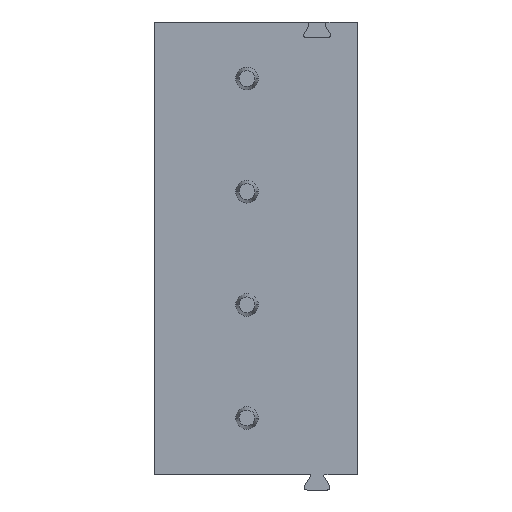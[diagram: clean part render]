
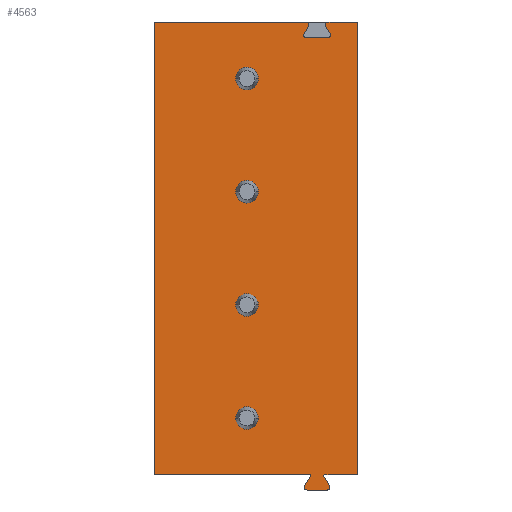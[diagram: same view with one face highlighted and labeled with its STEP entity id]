
A CAD part, front view. The second image highlights one B-rep face of the part: STEP entity #4563.
In plain terms, the highlighted planar face has unit normal (0, -1, 0).
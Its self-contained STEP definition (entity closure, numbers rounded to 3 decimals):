
#28=DIRECTION('',(1.,0.,0.));
#29=VECTOR('',#28,6.721);
#30=CARTESIAN_POINT('',(-4.5,-6.25,17.5));
#31=LINE('',#30,#29);
#52=DIRECTION('',(1.,0.,0.));
#53=VECTOR('',#52,1.321);
#54=CARTESIAN_POINT('',(3.179,-6.25,17.5));
#55=LINE('',#54,#53);
#96=DIRECTION('',(1.,0.,0.));
#97=VECTOR('',#96,0.935);
#98=CARTESIAN_POINT('',(2.232,-6.25,16.8));
#99=LINE('',#98,#97);
#100=CARTESIAN_POINT('',(3.168,-6.25,16.92));
#101=DIRECTION('',(0.,-1.,0.));
#102=DIRECTION('',(0.,0.,-1.));
#103=AXIS2_PLACEMENT_3D('',#100,#101,#102);
#105=DIRECTION('',(-0.5,0.,0.866));
#106=VECTOR('',#105,0.393);
#107=CARTESIAN_POINT('',(3.272,-6.25,16.98));
#108=LINE('',#107,#106);
#109=CARTESIAN_POINT('',(3.179,-6.25,17.38));
#110=DIRECTION('',(0.,-1.,0.));
#111=DIRECTION('',(0.,0.,1.));
#112=AXIS2_PLACEMENT_3D('',#109,#110,#111);
#114=CARTESIAN_POINT('',(3.046,-6.25,-2.55));
#115=DIRECTION('',(0.,1.,0.));
#116=DIRECTION('',(-0.866,0.,-0.5));
#117=AXIS2_PLACEMENT_3D('',#114,#115,#116);
#119=DIRECTION('',(-0.5,0.,0.866));
#120=VECTOR('',#119,0.491);
#121=CARTESIAN_POINT('',(3.248,-6.25,-3.));
#122=LINE('',#121,#120);
#123=CARTESIAN_POINT('',(3.144,-6.25,-3.06));
#124=DIRECTION('',(0.,-1.,0.));
#125=DIRECTION('',(0.,0.,-1.));
#126=AXIS2_PLACEMENT_3D('',#123,#124,#125);
#128=DIRECTION('',(1.,0.,0.));
#129=VECTOR('',#128,0.889);
#130=CARTESIAN_POINT('',(2.256,-6.25,-3.18));
#131=LINE('',#130,#129);
#132=CARTESIAN_POINT('',(2.256,-6.25,-3.06));
#133=DIRECTION('',(0.,-1.,0.));
#134=DIRECTION('',(-0.866,0.,0.5));
#135=AXIS2_PLACEMENT_3D('',#132,#133,#134);
#137=DIRECTION('',(-0.5,0.,-0.866));
#138=VECTOR('',#137,0.491);
#139=CARTESIAN_POINT('',(2.397,-6.25,-2.575));
#140=LINE('',#139,#138);
#141=CARTESIAN_POINT('',(2.354,-6.25,-2.55));
#142=DIRECTION('',(0.,1.,0.));
#143=DIRECTION('',(0.,0.,1.));
#144=AXIS2_PLACEMENT_3D('',#141,#142,#143);
#146=DIRECTION('',(0.,0.,-1.));
#147=VECTOR('',#146,20.);
#148=CARTESIAN_POINT('',(-4.5,-6.25,17.5));
#149=LINE('',#148,#147);
#150=CARTESIAN_POINT('',(2.221,-6.25,17.38));
#151=DIRECTION('',(0.,-1.,0.));
#152=DIRECTION('',(0.866,0.,-0.5));
#153=AXIS2_PLACEMENT_3D('',#150,#151,#152);
#155=DIRECTION('',(-0.5,0.,-0.866));
#156=VECTOR('',#155,0.393);
#157=CARTESIAN_POINT('',(2.325,-6.25,17.32));
#158=LINE('',#157,#156);
#159=CARTESIAN_POINT('',(2.232,-6.25,16.92));
#160=DIRECTION('',(0.,-1.,0.));
#161=DIRECTION('',(-0.866,0.,0.5));
#162=AXIS2_PLACEMENT_3D('',#159,#160,#161);
#164=CARTESIAN_POINT('',(-0.4,-6.25,0.));
#165=DIRECTION('',(0.,1.,0.));
#166=DIRECTION('',(-1.,0.,0.));
#167=AXIS2_PLACEMENT_3D('',#164,#165,#166);
#169=CARTESIAN_POINT('',(-0.4,-6.25,0.));
#170=DIRECTION('',(0.,1.,0.));
#171=DIRECTION('',(1.,0.,0.));
#172=AXIS2_PLACEMENT_3D('',#169,#170,#171);
#174=CARTESIAN_POINT('',(-0.4,-6.25,5.));
#175=DIRECTION('',(0.,1.,0.));
#176=DIRECTION('',(-1.,0.,0.));
#177=AXIS2_PLACEMENT_3D('',#174,#175,#176);
#179=CARTESIAN_POINT('',(-0.4,-6.25,5.));
#180=DIRECTION('',(0.,1.,0.));
#181=DIRECTION('',(1.,0.,0.));
#182=AXIS2_PLACEMENT_3D('',#179,#180,#181);
#184=CARTESIAN_POINT('',(-0.4,-6.25,10.));
#185=DIRECTION('',(0.,1.,0.));
#186=DIRECTION('',(-1.,0.,0.));
#187=AXIS2_PLACEMENT_3D('',#184,#185,#186);
#189=CARTESIAN_POINT('',(-0.4,-6.25,10.));
#190=DIRECTION('',(0.,1.,0.));
#191=DIRECTION('',(1.,0.,0.));
#192=AXIS2_PLACEMENT_3D('',#189,#190,#191);
#194=CARTESIAN_POINT('',(-0.4,-6.25,15.));
#195=DIRECTION('',(0.,1.,0.));
#196=DIRECTION('',(-1.,0.,0.));
#197=AXIS2_PLACEMENT_3D('',#194,#195,#196);
#199=CARTESIAN_POINT('',(-0.4,-6.25,15.));
#200=DIRECTION('',(0.,1.,0.));
#201=DIRECTION('',(1.,0.,0.));
#202=AXIS2_PLACEMENT_3D('',#199,#200,#201);
#224=DIRECTION('',(0.,0.,-1.));
#225=VECTOR('',#224,20.);
#226=CARTESIAN_POINT('',(4.5,-6.25,17.5));
#227=LINE('',#226,#225);
#396=DIRECTION('',(1.,0.,0.));
#397=VECTOR('',#396,1.454);
#398=CARTESIAN_POINT('',(3.046,-6.25,-2.5));
#399=LINE('',#398,#397);
#420=DIRECTION('',(1.,0.,0.));
#421=VECTOR('',#420,6.854);
#422=CARTESIAN_POINT('',(-4.5,-6.25,-2.5));
#423=LINE('',#422,#421);
#3514=CARTESIAN_POINT('',(-4.5,-6.25,17.5));
#3515=VERTEX_POINT('',#3514);
#3516=CARTESIAN_POINT('',(4.5,-6.25,17.5));
#3518=VERTEX_POINT('',#3516);
#3526=CARTESIAN_POINT('',(-4.5,-6.25,-2.5));
#3527=VERTEX_POINT('',#3526);
#3528=CARTESIAN_POINT('',(4.5,-6.25,-2.5));
#3530=VERTEX_POINT('',#3528);
#3532=CARTESIAN_POINT('',(2.397,-6.25,-2.575));
#3533=CARTESIAN_POINT('',(2.152,-6.25,-3.));
#3534=VERTEX_POINT('',#3532);
#3535=VERTEX_POINT('',#3533);
#3536=CARTESIAN_POINT('',(2.256,-6.25,-3.18));
#3537=VERTEX_POINT('',#3536);
#3538=CARTESIAN_POINT('',(3.144,-6.25,-3.18));
#3539=VERTEX_POINT('',#3538);
#3540=CARTESIAN_POINT('',(3.248,-6.25,-3.));
#3541=VERTEX_POINT('',#3540);
#3542=CARTESIAN_POINT('',(3.003,-6.25,-2.575));
#3543=VERTEX_POINT('',#3542);
#3560=CARTESIAN_POINT('',(3.046,-6.25,-2.5));
#3561=VERTEX_POINT('',#3560);
#3562=CARTESIAN_POINT('',(2.354,-6.25,-2.5));
#3563=VERTEX_POINT('',#3562);
#3580=CARTESIAN_POINT('',(3.179,-6.25,17.5));
#3581=VERTEX_POINT('',#3580);
#3582=CARTESIAN_POINT('',(2.221,-6.25,17.5));
#3583=VERTEX_POINT('',#3582);
#3584=CARTESIAN_POINT('',(2.232,-6.25,16.8));
#3585=CARTESIAN_POINT('',(3.168,-6.25,16.8));
#3586=VERTEX_POINT('',#3584);
#3587=VERTEX_POINT('',#3585);
#3588=CARTESIAN_POINT('',(3.272,-6.25,16.98));
#3589=VERTEX_POINT('',#3588);
#3590=CARTESIAN_POINT('',(3.075,-6.25,17.32));
#3591=VERTEX_POINT('',#3590);
#3592=CARTESIAN_POINT('',(2.325,-6.25,17.32));
#3593=VERTEX_POINT('',#3592);
#3594=CARTESIAN_POINT('',(2.128,-6.25,16.98));
#3595=VERTEX_POINT('',#3594);
#3788=CARTESIAN_POINT('',(-0.9,-6.25,0.));
#3789=CARTESIAN_POINT('',(0.1,-6.25,0.));
#3790=VERTEX_POINT('',#3788);
#3791=VERTEX_POINT('',#3789);
#3972=CARTESIAN_POINT('',(-0.9,-6.25,5.));
#3973=VERTEX_POINT('',#3972);
#3974=CARTESIAN_POINT('',(0.1,-6.25,5.));
#3975=VERTEX_POINT('',#3974);
#4182=CARTESIAN_POINT('',(-0.9,-6.25,10.));
#4183=VERTEX_POINT('',#4182);
#4184=CARTESIAN_POINT('',(0.1,-6.25,10.));
#4185=VERTEX_POINT('',#4184);
#4366=CARTESIAN_POINT('',(-0.9,-6.25,15.));
#4367=VERTEX_POINT('',#4366);
#4368=CARTESIAN_POINT('',(0.1,-6.25,15.));
#4369=VERTEX_POINT('',#4368);
#4495=CARTESIAN_POINT('',(-4.5,-6.25,17.5));
#4496=DIRECTION('',(0.,-1.,0.));
#4497=DIRECTION('',(1.,0.,0.));
#4498=AXIS2_PLACEMENT_3D('',#4495,#4496,#4497);
#4499=PLANE('',#4498);
#4501=ORIENTED_EDGE('',*,*,#4500,.T.);
#4503=ORIENTED_EDGE('',*,*,#4502,.T.);
#4505=ORIENTED_EDGE('',*,*,#4504,.T.);
#4506=ORIENTED_EDGE('',*,*,#4487,.F.);
#4507=ORIENTED_EDGE('',*,*,#4451,.T.);
#4509=ORIENTED_EDGE('',*,*,#4508,.T.);
#4511=ORIENTED_EDGE('',*,*,#4510,.F.);
#4513=ORIENTED_EDGE('',*,*,#4512,.F.);
#4515=ORIENTED_EDGE('',*,*,#4514,.F.);
#4517=ORIENTED_EDGE('',*,*,#4516,.F.);
#4519=ORIENTED_EDGE('',*,*,#4518,.F.);
#4521=ORIENTED_EDGE('',*,*,#4520,.F.);
#4523=ORIENTED_EDGE('',*,*,#4522,.F.);
#4525=ORIENTED_EDGE('',*,*,#4524,.F.);
#4527=ORIENTED_EDGE('',*,*,#4526,.F.);
#4529=ORIENTED_EDGE('',*,*,#4528,.F.);
#4530=ORIENTED_EDGE('',*,*,#4439,.T.);
#4532=ORIENTED_EDGE('',*,*,#4531,.F.);
#4534=ORIENTED_EDGE('',*,*,#4533,.T.);
#4536=ORIENTED_EDGE('',*,*,#4535,.T.);
#4537=EDGE_LOOP('',(#4501,#4503,#4505,#4506,#4507,#4509,#4511,#4513,#4515,#4517,
#4519,#4521,#4523,#4525,#4527,#4529,#4530,#4532,#4534,#4536));
#4538=FACE_OUTER_BOUND('',#4537,.F.);
#4540=ORIENTED_EDGE('',*,*,#4539,.F.);
#4542=ORIENTED_EDGE('',*,*,#4541,.F.);
#4543=EDGE_LOOP('',(#4540,#4542));
#4544=FACE_BOUND('',#4543,.F.);
#4546=ORIENTED_EDGE('',*,*,#4545,.F.);
#4548=ORIENTED_EDGE('',*,*,#4547,.F.);
#4549=EDGE_LOOP('',(#4546,#4548));
#4550=FACE_BOUND('',#4549,.F.);
#4552=ORIENTED_EDGE('',*,*,#4551,.F.);
#4554=ORIENTED_EDGE('',*,*,#4553,.F.);
#4555=EDGE_LOOP('',(#4552,#4554));
#4556=FACE_BOUND('',#4555,.F.);
#4558=ORIENTED_EDGE('',*,*,#4557,.F.);
#4560=ORIENTED_EDGE('',*,*,#4559,.F.);
#4561=EDGE_LOOP('',(#4558,#4560));
#4562=FACE_BOUND('',#4561,.F.);
#104=CIRCLE('',#103,0.12);
#113=CIRCLE('',#112,0.12);
#118=CIRCLE('',#117,0.05);
#127=CIRCLE('',#126,0.12);
#136=CIRCLE('',#135,0.12);
#145=CIRCLE('',#144,0.05);
#154=CIRCLE('',#153,0.12);
#163=CIRCLE('',#162,0.12);
#168=CIRCLE('',#167,0.5);
#173=CIRCLE('',#172,0.5);
#178=CIRCLE('',#177,0.5);
#183=CIRCLE('',#182,0.5);
#188=CIRCLE('',#187,0.5);
#193=CIRCLE('',#192,0.5);
#198=CIRCLE('',#197,0.5);
#203=CIRCLE('',#202,0.5);
#4439=EDGE_CURVE('',#3515,#3583,#31,.T.);
#4451=EDGE_CURVE('',#3581,#3518,#55,.T.);
#4487=EDGE_CURVE('',#3581,#3591,#113,.T.);
#4500=EDGE_CURVE('',#3586,#3587,#99,.T.);
#4502=EDGE_CURVE('',#3587,#3589,#104,.T.);
#4504=EDGE_CURVE('',#3589,#3591,#108,.T.);
#4508=EDGE_CURVE('',#3518,#3530,#227,.T.);
#4510=EDGE_CURVE('',#3561,#3530,#399,.T.);
#4512=EDGE_CURVE('',#3543,#3561,#118,.T.);
#4514=EDGE_CURVE('',#3541,#3543,#122,.T.);
#4516=EDGE_CURVE('',#3539,#3541,#127,.T.);
#4518=EDGE_CURVE('',#3537,#3539,#131,.T.);
#4520=EDGE_CURVE('',#3535,#3537,#136,.T.);
#4522=EDGE_CURVE('',#3534,#3535,#140,.T.);
#4524=EDGE_CURVE('',#3563,#3534,#145,.T.);
#4526=EDGE_CURVE('',#3527,#3563,#423,.T.);
#4528=EDGE_CURVE('',#3515,#3527,#149,.T.);
#4531=EDGE_CURVE('',#3593,#3583,#154,.T.);
#4533=EDGE_CURVE('',#3593,#3595,#158,.T.);
#4535=EDGE_CURVE('',#3595,#3586,#163,.T.);
#4539=EDGE_CURVE('',#3790,#3791,#168,.T.);
#4541=EDGE_CURVE('',#3791,#3790,#173,.T.);
#4545=EDGE_CURVE('',#3973,#3975,#178,.T.);
#4547=EDGE_CURVE('',#3975,#3973,#183,.T.);
#4551=EDGE_CURVE('',#4183,#4185,#188,.T.);
#4553=EDGE_CURVE('',#4185,#4183,#193,.T.);
#4557=EDGE_CURVE('',#4367,#4369,#198,.T.);
#4559=EDGE_CURVE('',#4369,#4367,#203,.T.);
#4563=ADVANCED_FACE('',(#4538,#4544,#4550,#4556,#4562),#4499,.T.);
